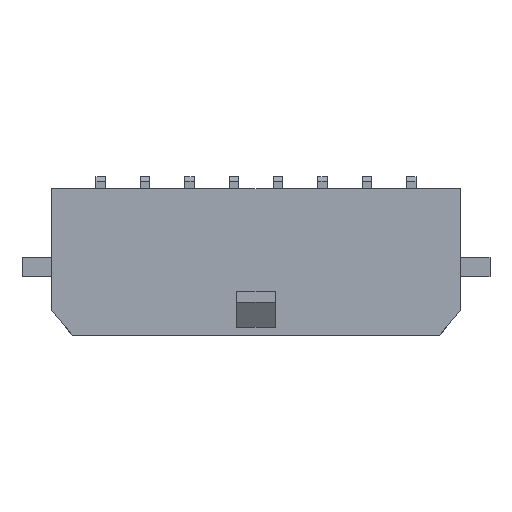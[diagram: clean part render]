
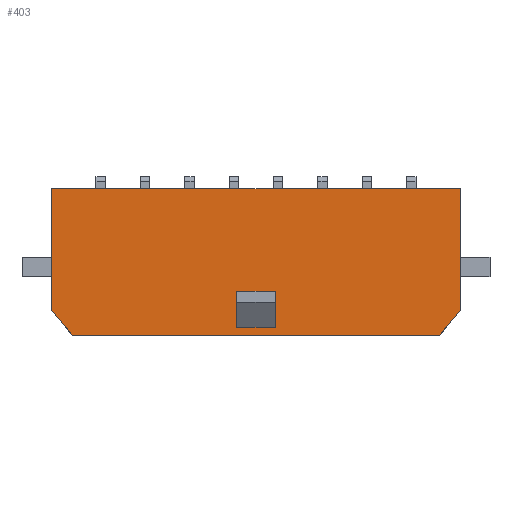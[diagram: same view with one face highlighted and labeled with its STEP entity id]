
A CAD part, top view. The second image highlights one B-rep face of the part: STEP entity #403.
In plain terms, the highlighted planar face has unit normal (0, 0, 1).
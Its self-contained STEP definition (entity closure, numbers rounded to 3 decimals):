
#403=ADVANCED_FACE('',(#876,#877),#658,.T.);
#658=PLANE('',#4766);
#876=FACE_BOUND('',#915,.T.);
#877=FACE_BOUND('',#916,.T.);
#915=EDGE_LOOP('',(#1334,#1335,#1336,#1337,#1338,#1339));
#916=EDGE_LOOP('',(#1340,#1341,#1342,#1343));
#1334=ORIENTED_EDGE('',*,*,#3031,.F.);
#1335=ORIENTED_EDGE('',*,*,#3014,.F.);
#1336=ORIENTED_EDGE('',*,*,#3075,.T.);
#1337=ORIENTED_EDGE('',*,*,#3023,.T.);
#1338=ORIENTED_EDGE('',*,*,#3028,.F.);
#1339=ORIENTED_EDGE('',*,*,#3070,.F.);
#1340=ORIENTED_EDGE('',*,*,#3076,.T.);
#1341=ORIENTED_EDGE('',*,*,#3077,.T.);
#1342=ORIENTED_EDGE('',*,*,#3078,.F.);
#1343=ORIENTED_EDGE('',*,*,#3079,.F.);
#2580=VERTEX_POINT('',#6525);
#2581=VERTEX_POINT('',#6527);
#2589=VERTEX_POINT('',#6544);
#2590=VERTEX_POINT('',#6546);
#2593=VERTEX_POINT('',#6554);
#2594=VERTEX_POINT('',#6558);
#2636=VERTEX_POINT('',#6649);
#2637=VERTEX_POINT('',#6650);
#2638=VERTEX_POINT('',#6652);
#2639=VERTEX_POINT('',#6654);
#3014=EDGE_CURVE('',#2580,#2581,#3676,.T.);
#3023=EDGE_CURVE('',#2590,#2589,#3685,.T.);
#3028=EDGE_CURVE('',#2593,#2589,#3690,.T.);
#3031=EDGE_CURVE('',#2581,#2594,#3693,.T.);
#3070=EDGE_CURVE('',#2594,#2593,#3732,.T.);
#3075=EDGE_CURVE('',#2580,#2590,#3737,.T.);
#3076=EDGE_CURVE('',#2636,#2637,#3738,.T.);
#3077=EDGE_CURVE('',#2637,#2638,#3739,.T.);
#3078=EDGE_CURVE('',#2639,#2638,#3740,.T.);
#3079=EDGE_CURVE('',#2636,#2639,#3741,.T.);
#3676=LINE('',#6526,#4262);
#3685=LINE('',#6545,#4271);
#3690=LINE('',#6555,#4276);
#3693=LINE('',#6561,#4279);
#3732=LINE('',#6639,#4318);
#3737=LINE('',#6647,#4323);
#3738=LINE('',#6648,#4324);
#3739=LINE('',#6651,#4325);
#3740=LINE('',#6653,#4326);
#3741=LINE('',#6655,#4327);
#4262=VECTOR('',#5194,1.);
#4271=VECTOR('',#5205,1.);
#4276=VECTOR('',#5212,1.);
#4279=VECTOR('',#5217,1.);
#4318=VECTOR('',#5258,1.);
#4323=VECTOR('',#5265,1.);
#4324=VECTOR('',#5266,1.);
#4325=VECTOR('',#5267,1.);
#4326=VECTOR('',#5268,1.);
#4327=VECTOR('',#5269,1.);
#4766=AXIS2_PLACEMENT_3D('',#6656,#5270,#5271);
#5194=DIRECTION('',(0.,-1.,0.));
#5205=DIRECTION('',(0.,-1.,0.));
#5212=DIRECTION('',(-0.643,0.766,0.));
#5217=DIRECTION('',(-0.643,-0.766,0.));
#5258=DIRECTION('',(-1.,0.,0.));
#5265=DIRECTION('',(-1.,0.,0.));
#5266=DIRECTION('',(-1.,0.,0.));
#5267=DIRECTION('',(0.,1.,0.));
#5268=DIRECTION('',(-1.,0.,0.));
#5269=DIRECTION('',(0.,1.,0.));
#5270=DIRECTION('',(0.,0.,1.));
#5271=DIRECTION('',(1.,0.,0.));
#6525=CARTESIAN_POINT('',(13.82,9.9,3.86));
#6526=CARTESIAN_POINT('',(13.82,9.9,3.86));
#6527=CARTESIAN_POINT('',(13.82,1.668,3.86));
#6544=CARTESIAN_POINT('',(-13.82,1.668,3.86));
#6545=CARTESIAN_POINT('',(-13.82,9.9,3.86));
#6546=CARTESIAN_POINT('',(-13.82,9.9,3.86));
#6554=CARTESIAN_POINT('',(-12.42,0.,3.86));
#6555=CARTESIAN_POINT('',(-12.42,0.,3.86));
#6558=CARTESIAN_POINT('',(12.42,0.,3.86));
#6561=CARTESIAN_POINT('',(13.82,1.668,3.86));
#6639=CARTESIAN_POINT('',(13.82,0.,3.86));
#6647=CARTESIAN_POINT('',(13.82,9.9,3.86));
#6648=CARTESIAN_POINT('',(1.3,0.54,3.86));
#6649=CARTESIAN_POINT('',(1.3,0.54,3.86));
#6650=CARTESIAN_POINT('',(-1.3,0.54,3.86));
#6651=CARTESIAN_POINT('',(-1.3,0.54,3.86));
#6652=CARTESIAN_POINT('',(-1.3,2.95,3.86));
#6653=CARTESIAN_POINT('',(1.3,2.95,3.86));
#6654=CARTESIAN_POINT('',(1.3,2.95,3.86));
#6655=CARTESIAN_POINT('',(1.3,0.54,3.86));
#6656=CARTESIAN_POINT('',(13.82,9.9,3.86));
